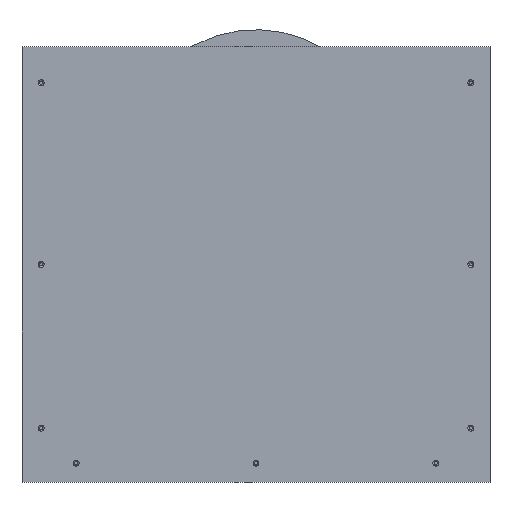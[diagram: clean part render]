
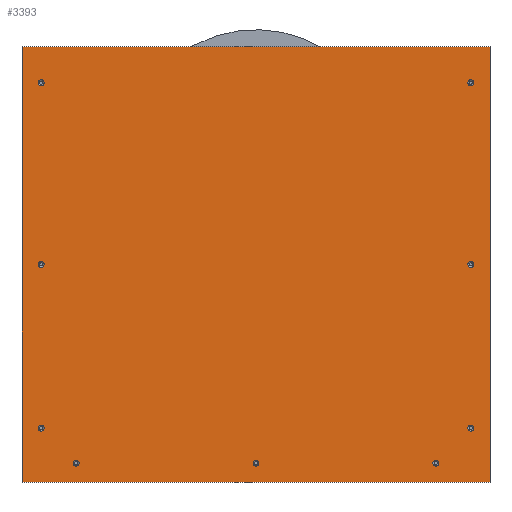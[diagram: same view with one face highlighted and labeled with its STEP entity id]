
A CAD part, top view. The second image highlights one B-rep face of the part: STEP entity #3393.
In plain terms, the highlighted planar face has unit normal (0, 0, 1).
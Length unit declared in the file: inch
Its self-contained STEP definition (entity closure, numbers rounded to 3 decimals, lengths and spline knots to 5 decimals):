
#147=FACE_BOUND('',#656,.T.);
#148=FACE_BOUND('',#657,.T.);
#149=FACE_BOUND('',#658,.T.);
#150=FACE_BOUND('',#659,.T.);
#151=FACE_BOUND('',#660,.T.);
#152=FACE_BOUND('',#661,.T.);
#153=FACE_BOUND('',#662,.T.);
#154=FACE_BOUND('',#663,.T.);
#155=FACE_BOUND('',#664,.T.);
#229=PLANE('',#3776);
#433=FACE_OUTER_BOUND('',#655,.T.);
#655=EDGE_LOOP('',(#2709,#2710,#2711,#2712));
#656=EDGE_LOOP('',(#2713));
#657=EDGE_LOOP('',(#2714));
#658=EDGE_LOOP('',(#2715));
#659=EDGE_LOOP('',(#2716));
#660=EDGE_LOOP('',(#2717));
#661=EDGE_LOOP('',(#2718));
#662=EDGE_LOOP('',(#2719));
#663=EDGE_LOOP('',(#2720));
#664=EDGE_LOOP('',(#2721));
#925=LINE('',#5350,#1239);
#929=LINE('',#5358,#1243);
#932=LINE('',#5364,#1246);
#935=LINE('',#5369,#1249);
#1239=VECTOR('',#4370,0.3937);
#1243=VECTOR('',#4376,0.3937);
#1246=VECTOR('',#4381,0.3937);
#1249=VECTOR('',#4386,0.3937);
#1503=CIRCLE('',#3728,0.166);
#1506=CIRCLE('',#3733,0.166);
#1509=CIRCLE('',#3738,0.166);
#1512=CIRCLE('',#3743,0.166);
#1515=CIRCLE('',#3748,0.166);
#1518=CIRCLE('',#3753,0.166);
#1521=CIRCLE('',#3758,0.166);
#1524=CIRCLE('',#3763,0.166);
#1527=CIRCLE('',#3768,0.166);
#1681=VERTEX_POINT('',#5258);
#1684=VERTEX_POINT('',#5268);
#1687=VERTEX_POINT('',#5278);
#1690=VERTEX_POINT('',#5288);
#1693=VERTEX_POINT('',#5298);
#1696=VERTEX_POINT('',#5308);
#1699=VERTEX_POINT('',#5318);
#1702=VERTEX_POINT('',#5328);
#1705=VERTEX_POINT('',#5338);
#1708=VERTEX_POINT('',#5348);
#1709=VERTEX_POINT('',#5349);
#1712=VERTEX_POINT('',#5357);
#1714=VERTEX_POINT('',#5363);
#2029=EDGE_CURVE('',#1681,#1681,#1503,.T.);
#2034=EDGE_CURVE('',#1684,#1684,#1506,.T.);
#2039=EDGE_CURVE('',#1687,#1687,#1509,.T.);
#2044=EDGE_CURVE('',#1690,#1690,#1512,.T.);
#2049=EDGE_CURVE('',#1693,#1693,#1515,.T.);
#2054=EDGE_CURVE('',#1696,#1696,#1518,.T.);
#2059=EDGE_CURVE('',#1699,#1699,#1521,.T.);
#2064=EDGE_CURVE('',#1702,#1702,#1524,.T.);
#2069=EDGE_CURVE('',#1705,#1705,#1527,.T.);
#2074=EDGE_CURVE('',#1708,#1709,#925,.T.);
#2078=EDGE_CURVE('',#1709,#1712,#929,.T.);
#2081=EDGE_CURVE('',#1712,#1714,#932,.T.);
#2084=EDGE_CURVE('',#1714,#1708,#935,.T.);
#2709=ORIENTED_EDGE('',*,*,#2084,.T.);
#2710=ORIENTED_EDGE('',*,*,#2074,.T.);
#2711=ORIENTED_EDGE('',*,*,#2078,.T.);
#2712=ORIENTED_EDGE('',*,*,#2081,.T.);
#2713=ORIENTED_EDGE('',*,*,#2029,.T.);
#2714=ORIENTED_EDGE('',*,*,#2034,.T.);
#2715=ORIENTED_EDGE('',*,*,#2039,.T.);
#2716=ORIENTED_EDGE('',*,*,#2044,.T.);
#2717=ORIENTED_EDGE('',*,*,#2049,.T.);
#2718=ORIENTED_EDGE('',*,*,#2054,.T.);
#2719=ORIENTED_EDGE('',*,*,#2059,.T.);
#2720=ORIENTED_EDGE('',*,*,#2064,.T.);
#2721=ORIENTED_EDGE('',*,*,#2069,.T.);
#3393=ADVANCED_FACE('',(#433,#147,#148,#149,#150,#151,#152,#153,#154,#155),
#229,.T.);
#3728=AXIS2_PLACEMENT_3D('',#5259,#4262,#4263);
#3733=AXIS2_PLACEMENT_3D('',#5269,#4274,#4275);
#3738=AXIS2_PLACEMENT_3D('',#5279,#4286,#4287);
#3743=AXIS2_PLACEMENT_3D('',#5289,#4298,#4299);
#3748=AXIS2_PLACEMENT_3D('',#5299,#4310,#4311);
#3753=AXIS2_PLACEMENT_3D('',#5309,#4322,#4323);
#3758=AXIS2_PLACEMENT_3D('',#5319,#4334,#4335);
#3763=AXIS2_PLACEMENT_3D('',#5329,#4346,#4347);
#3768=AXIS2_PLACEMENT_3D('',#5339,#4358,#4359);
#3776=AXIS2_PLACEMENT_3D('',#5371,#4388,#4389);
#4262=DIRECTION('center_axis',(0.,0.,-1.));
#4263=DIRECTION('ref_axis',(1.,0.,0.));
#4274=DIRECTION('center_axis',(0.,0.,-1.));
#4275=DIRECTION('ref_axis',(1.,0.,0.));
#4286=DIRECTION('center_axis',(0.,0.,-1.));
#4287=DIRECTION('ref_axis',(1.,0.,0.));
#4298=DIRECTION('center_axis',(0.,0.,-1.));
#4299=DIRECTION('ref_axis',(1.,0.,0.));
#4310=DIRECTION('center_axis',(0.,0.,-1.));
#4311=DIRECTION('ref_axis',(1.,0.,0.));
#4322=DIRECTION('center_axis',(0.,0.,-1.));
#4323=DIRECTION('ref_axis',(1.,0.,0.));
#4334=DIRECTION('center_axis',(0.,0.,-1.));
#4335=DIRECTION('ref_axis',(1.,0.,0.));
#4346=DIRECTION('center_axis',(0.,0.,-1.));
#4347=DIRECTION('ref_axis',(1.,0.,0.));
#4358=DIRECTION('center_axis',(0.,0.,-1.));
#4359=DIRECTION('ref_axis',(1.,0.,0.));
#4370=DIRECTION('',(1.,0.,0.));
#4376=DIRECTION('',(0.,1.,0.));
#4381=DIRECTION('',(-1.,0.,0.));
#4386=DIRECTION('',(0.,-1.,0.));
#4388=DIRECTION('center_axis',(0.,0.,1.));
#4389=DIRECTION('ref_axis',(-1.,0.,0.));
#5258=CARTESIAN_POINT('',(24.68833,12.06299,67.29134));
#5259=CARTESIAN_POINT('Origin',(24.85433,12.06299,67.29134));
#5268=CARTESIAN_POINT('',(22.75132,1.06299,67.29134));
#5269=CARTESIAN_POINT('Origin',(22.91732,1.06299,67.29134));
#5278=CARTESIAN_POINT('',(2.834,1.06299,67.29134));
#5279=CARTESIAN_POINT('Origin',(3.,1.06299,67.29134));
#5288=CARTESIAN_POINT('',(0.89699,12.06299,67.29134));
#5289=CARTESIAN_POINT('Origin',(1.06299,12.06299,67.29134));
#5298=CARTESIAN_POINT('',(0.89699,22.12598,67.29134));
#5299=CARTESIAN_POINT('Origin',(1.06299,22.12598,67.29134));
#5308=CARTESIAN_POINT('',(0.89699,3.,67.29134));
#5309=CARTESIAN_POINT('Origin',(1.06299,3.,67.29134));
#5318=CARTESIAN_POINT('',(12.79266,1.06299,67.29134));
#5319=CARTESIAN_POINT('Origin',(12.95866,1.06299,67.29134));
#5328=CARTESIAN_POINT('',(24.68833,3.,67.29134));
#5329=CARTESIAN_POINT('Origin',(24.85433,3.,67.29134));
#5338=CARTESIAN_POINT('',(24.68833,22.12598,67.29134));
#5339=CARTESIAN_POINT('Origin',(24.85433,22.12598,67.29134));
#5348=CARTESIAN_POINT('',(0.,0.,67.29134));
#5349=CARTESIAN_POINT('',(25.91732,0.,67.29134));
#5350=CARTESIAN_POINT('',(0.,0.,67.29134));
#5357=CARTESIAN_POINT('',(25.91732,24.12598,67.29134));
#5358=CARTESIAN_POINT('',(25.91732,0.,67.29134));
#5363=CARTESIAN_POINT('',(0.,24.12598,67.29134));
#5364=CARTESIAN_POINT('',(25.91732,24.12598,67.29134));
#5369=CARTESIAN_POINT('',(0.,24.12598,67.29134));
#5371=CARTESIAN_POINT('Origin',(12.95866,12.06299,67.29134));
